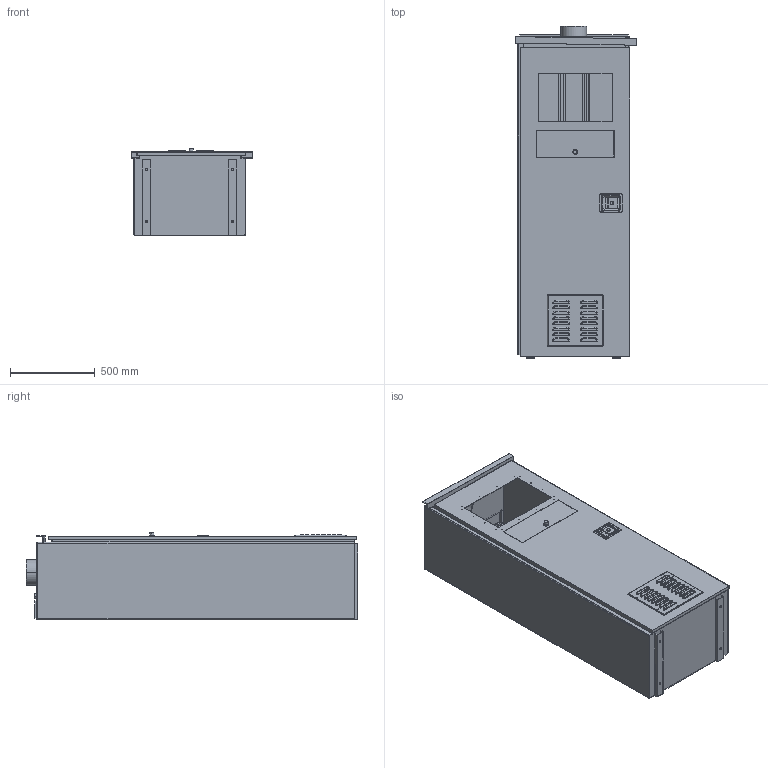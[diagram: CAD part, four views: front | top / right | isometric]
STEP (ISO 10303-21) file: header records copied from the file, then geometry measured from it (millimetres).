
FILE_DESCRIPTION((''),'2;1');
FILE_NAME('MCAB-0489-UN_ASM','2019-10-14T15:25:25',('Dlachman'),('MATHESON TRI-GAS'),'CREO PARAMETRIC BY PTC INC, 2018260','CREO PARAMETRIC BY PTC INC, 2018260','');
FILE_SCHEMA(('CONFIG_CONTROL_DESIGN'));
Length unit declared in the file: inch
Products named in the file (17): 1178F-FRAME-3CE; 1178-HH-ROOF; 1178-HH-COVER; 1178F-DOOR; MLAT-0020-PT1; MCAB-DOOR-LOUVER; MCAB-NPT-CPL; MCAB-ACC-LATCH; MCAB-0157-UN-GUTTER; MCAB-0157-UN_ASM; M710-C; MNUT-0067-SZ; MWAS-0043-SH; MSCR-0134-SZ; MSTA-0026-SA; MSKR-0005-XX; MCAB-0489-UN_ASM
Assembly tree (29 placements, depth 3):
  MCAB-0489-UN_ASM
    MCAB-0157-UN_ASM
      1178F-FRAME-3CE
      1178-HH-ROOF
      1178-HH-COVER
      1178F-DOOR
      MLAT-0020-PT1
      MCAB-DOOR-LOUVER
      MCAB-NPT-CPL
      MCAB-ACC-LATCH
      MCAB-0157-UN-GUTTER
    M710-C  x2
    MNUT-0067-SZ  x4
    MWAS-0043-SH  x4
    MSCR-0134-SZ  x4
    MSTA-0026-SA  x4
    MSKR-0005-XX
Bounding box: 711.76 x 1962.15 x 516.23 mm (x, y, z)
Volume: 17474056.3 mm3; surface area: 11969212.8 mm2
Topology: 31 solids, 35 shells, 1145 faces, 2997 edges, 1954 vertices
Faces by surface type: plane 514, cylinder 431, torus 88, cone 88, sphere 16, bspline 8
Entity records: 32150 total; most frequent: CARTESIAN_POINT 5963, DIRECTION 5755, ORIENTED_EDGE 5214, EDGE_CURVE 2609, AXIS2_PLACEMENT_3D 2162, VERTEX_POINT 1710, VECTOR 1431, LINE 1431
